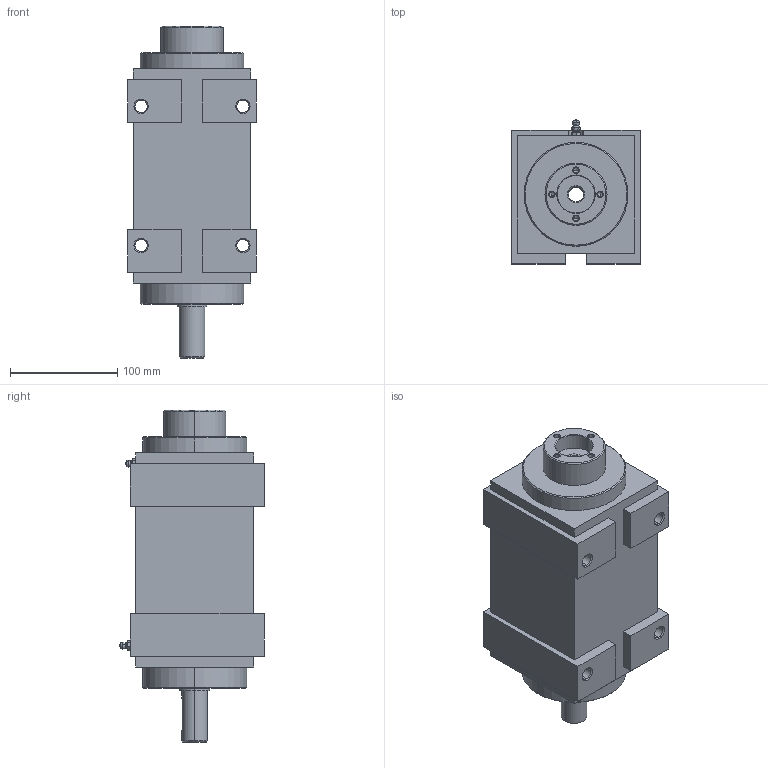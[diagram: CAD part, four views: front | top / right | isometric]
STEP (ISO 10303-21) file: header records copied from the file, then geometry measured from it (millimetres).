
FILE_DESCRIPTION (( 'STEP AP214' ), '1' );
FILE_NAME ('S30A.STEP', '2023-09-01T07:10:40', ( '' ), ( '' ), 'SwSTEP 2.0', 'SolidWorks 2023', '' );
FILE_SCHEMA (( 'AUTOMOTIVE_DESIGN' ));
Length unit declared in the file: millimetre
Products named in the file (3): M6 加油孔; S30A
Assembly tree (3 placements, depth 2):
  S30A
    S30A
    M6 加油孔  x2
Bounding box: 120 x 135 x 310 mm (x, y, z)
Volume: 2861135.4 mm3; surface area: 181392.7 mm2
Topology: 3 solids, 3 shells, 219 faces, 523 edges, 316 vertices
Faces by surface type: plane 69, cylinder 68, cone 62, bspline 12, torus 4, sphere 4
Entity records: 7326 total; most frequent: CARTESIAN_POINT 2304, DIRECTION 909, ORIENTED_EDGE 838, EDGE_CURVE 419, AXIS2_PLACEMENT_3D 337, VERTEX_POINT 259, VECTOR 235, LINE 235
